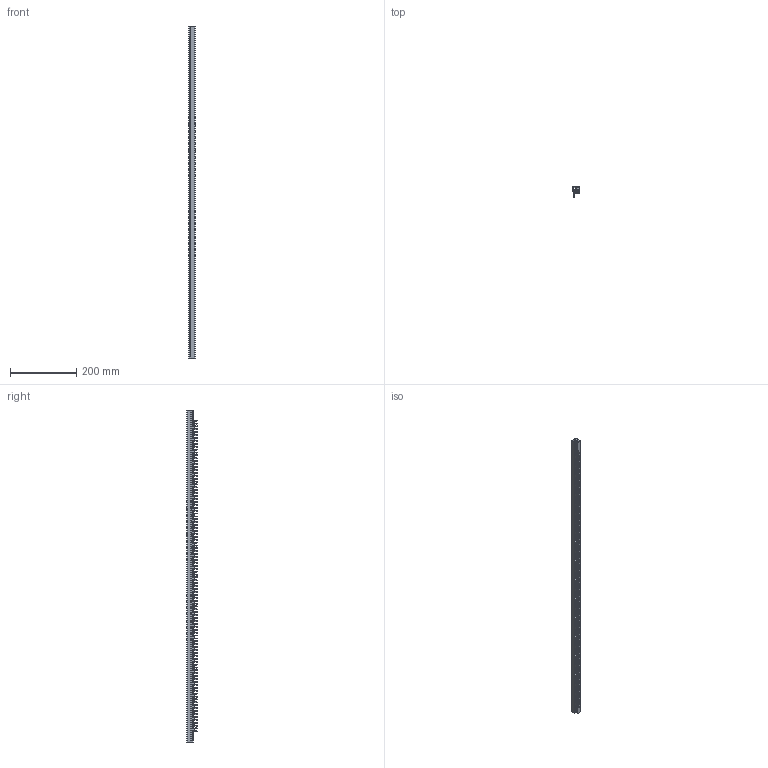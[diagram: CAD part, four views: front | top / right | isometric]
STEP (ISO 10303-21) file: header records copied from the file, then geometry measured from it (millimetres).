
FILE_DESCRIPTION((''),'2;1');
FILE_NAME('PRT0001','2024-03-14T',('dell'),(''),'PRO/ENGINEER BY PARAMETRIC TECHNOLOGY CORPORATION, 2013230','PRO/ENGINEER BY PARAMETRIC TECHNOLOGY CORPORATION, 2013230','');
FILE_SCHEMA(('AUTOMOTIVE_DESIGN { 1 0 10303 214 1 1 1 1 }'));
Length unit declared in the file: millimetre
Products named in the file (1): PRT0001
Bounding box: 19 x 30.5 x 1000 mm (x, y, z)
Volume: 207586.9 mm3; surface area: 225693.2 mm2
Topology: 1 solids, 1 shells, 1164 faces, 3644 edges, 2426 vertices
Faces by surface type: plane 605, cylinder 559
Entity records: 41427 total; most frequent: CARTESIAN_POINT 8214, ORIENTED_EDGE 7288, DIRECTION 6904, EDGE_CURVE 3644, VERTEX_POINT 2426, AXIS2_PLACEMENT_3D 2326, VECTOR 2252, LINE 2252
